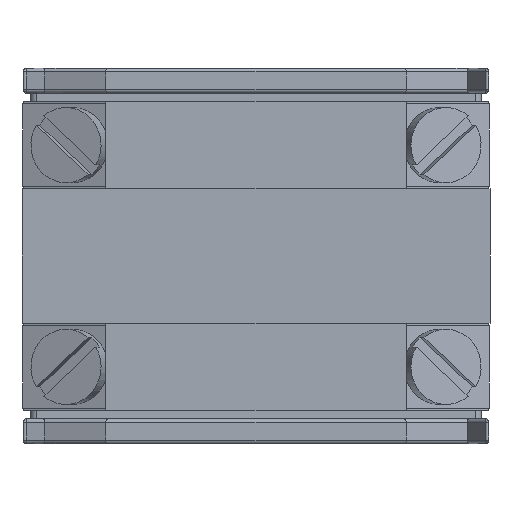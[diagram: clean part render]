
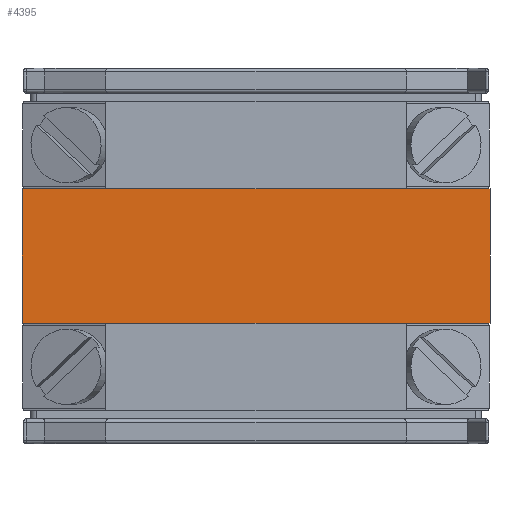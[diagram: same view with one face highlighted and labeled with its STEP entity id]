
A CAD part, front view. The second image highlights one B-rep face of the part: STEP entity #4395.
In plain terms, the highlighted planar face has unit normal (0, -1, 0).
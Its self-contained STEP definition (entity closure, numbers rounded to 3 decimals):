
#599=FACE_OUTER_BOUND('',#879,.T.);
#879=EDGE_LOOP('',(#3752,#3753,#3754,#3755));
#1180=LINE('',#7258,#1613);
#1222=LINE('',#7347,#1655);
#1287=LINE('',#7613,#1720);
#1288=LINE('',#7615,#1721);
#1613=VECTOR('',#5591,37.364);
#1655=VECTOR('',#5645,37.364);
#1720=VECTOR('',#5986,10.704);
#1721=VECTOR('',#5989,10.704);
#2015=VERTEX_POINT('',#7255);
#2016=VERTEX_POINT('',#7257);
#2056=VERTEX_POINT('',#7344);
#2057=VERTEX_POINT('',#7346);
#2506=EDGE_CURVE('',#2016,#2015,#1180,.T.);
#2552=EDGE_CURVE('',#2057,#2056,#1222,.T.);
#2685=EDGE_CURVE('',#2056,#2016,#1287,.T.);
#2686=EDGE_CURVE('',#2015,#2057,#1288,.T.);
#3752=ORIENTED_EDGE('',*,*,#2685,.T.);
#3753=ORIENTED_EDGE('',*,*,#2506,.T.);
#3754=ORIENTED_EDGE('',*,*,#2686,.T.);
#3755=ORIENTED_EDGE('',*,*,#2552,.T.);
#4130=PLANE('',#4845);
#4395=ADVANCED_FACE('',(#599),#4130,.T.);
#4845=AXIS2_PLACEMENT_3D('',#7618,#5993,#5994);
#5591=DIRECTION('',(1.,0.,0.));
#5645=DIRECTION('',(-1.,0.,0.));
#5986=DIRECTION('',(0.,0.,-1.));
#5989=DIRECTION('',(0.,0.,1.));
#5993=DIRECTION('center_axis',(0.,-1.,0.));
#5994=DIRECTION('ref_axis',(0.,0.,-1.));
#7255=CARTESIAN_POINT('',(18.682,-46.,-5.352));
#7257=CARTESIAN_POINT('',(-18.682,-46.,-5.352));
#7258=CARTESIAN_POINT('',(-18.682,-46.,-5.352));
#7344=CARTESIAN_POINT('',(-18.682,-46.,5.352));
#7346=CARTESIAN_POINT('',(18.682,-46.,5.352));
#7347=CARTESIAN_POINT('',(18.682,-46.,5.352));
#7613=CARTESIAN_POINT('',(-18.682,-46.,5.352));
#7615=CARTESIAN_POINT('',(18.682,-46.,-5.352));
#7618=CARTESIAN_POINT('Origin',(0.,-46.,0.));
